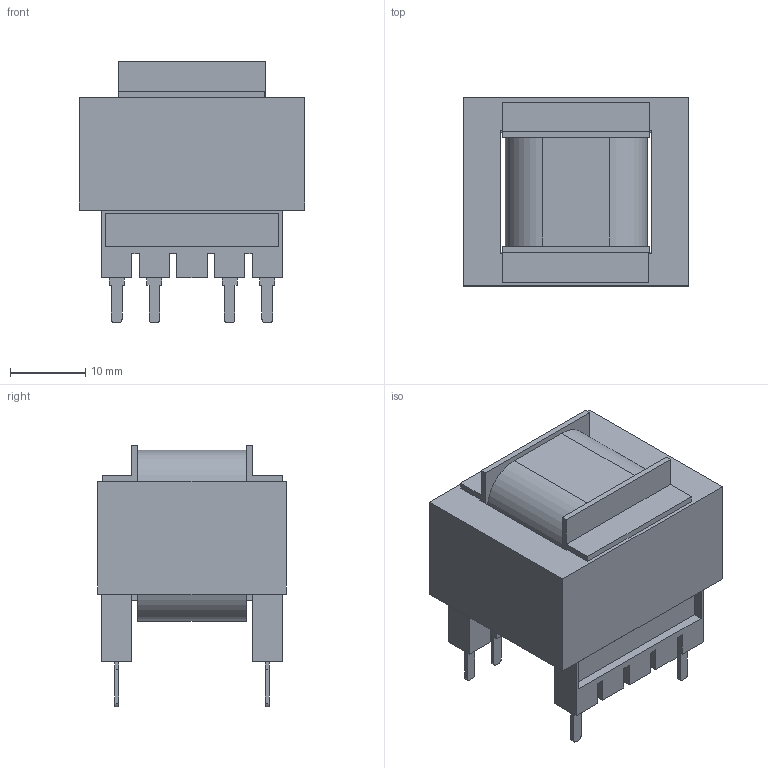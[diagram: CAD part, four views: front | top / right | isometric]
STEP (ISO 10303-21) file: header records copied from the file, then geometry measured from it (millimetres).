
FILE_DESCRIPTION(/* description */ ('Alibre Inc.'),/* implementation_level */ '2;1');
FILE_NAME(/* name */ 'export0',/* time_stamp */ '2013-07-21T18:04:03+03:00',/* author */ (''),/* organization */ (''),/* preprocessor_version */ 'ST-DEVELOPER v14',/* originating_system */ 'Alibre',/* authorisation */ '');
FILE_SCHEMA (('AUTOMOTIVE_DESIGN'));
Length unit declared in the file: centimetre
Bounding box: 30 x 25 x 34.8 mm (x, y, z)
Volume: 14095.3 mm3; surface area: 7629 mm2
Topology: 1 solids, 1 shells, 168 faces, 476 edges, 312 vertices
Faces by surface type: plane 152, cylinder 16
Entity records: 5173 total; most frequent: ORIENTED_EDGE 952, CARTESIAN_POINT 890, DIRECTION 630, EDGE_CURVE 476, VECTOR 394, LINE 394, VERTEX_POINT 312, AXIS2_PLACEMENT_3D 184
